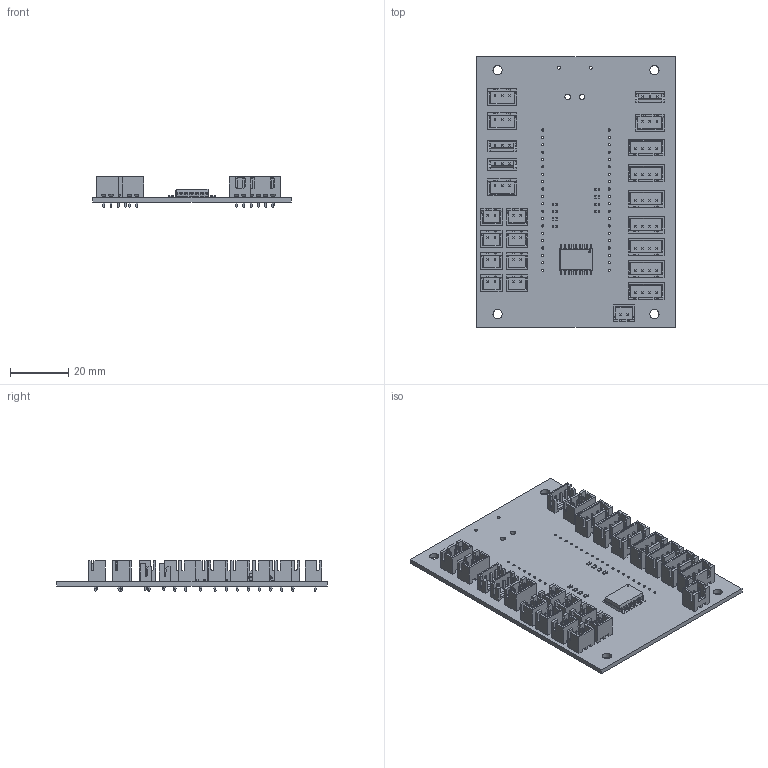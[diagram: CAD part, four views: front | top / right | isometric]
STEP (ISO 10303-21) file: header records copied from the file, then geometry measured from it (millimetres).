
FILE_DESCRIPTION(('KiCad electronic assembly'),'2;1');
FILE_NAME('opencmSensorboard.step','2024-09-12T10:31:43',('Pcbnew'),( 'Kicad'),'Open CASCADE STEP processor 7.8','KiCad to STEP converter' ,'Unknown');
FILE_SCHEMA(('AUTOMOTIVE_DESIGN { 1 0 10303 214 1 1 1 1 }'));
Length unit declared in the file: millimetre
Products named in the file (14): opencmSensorboard 1; JST_EH_B3B-EH-A_1x03_P2.50mm_Vertical; JST_B3B_EH_A; R_0603_1608Metric; JST_XH_B4B-XH-A_1x04_P2.50mm_Vertical; JST_B4B_XH_A; JST_XH_B2B-XH-A_1x02_P2.50mm_Vertical; JST_B2B_XH_A; JST_XH_B3B-XH-A_1x03_P2.50mm_Vertical; JST_B3B_XH_A; SOIC-18W_7.5x11.6mm_P1.27mm; SOIC_18W_75x116mm_P127mm; opencmSensorboard_PCB
Assembly tree (39 placements, depth 3):
  opencmSensorboard 1
    JST_EH_B3B-EH-A_1x03_P2.50mm_Vertical  x3
      JST_B3B_EH_A
    R_0603_1608Metric  x8
      R_0603_1608Metric
    JST_XH_B4B-XH-A_1x04_P2.50mm_Vertical  x7
      JST_B4B_XH_A
    JST_XH_B2B-XH-A_1x02_P2.50mm_Vertical  x9
      JST_B2B_XH_A
    JST_XH_B3B-XH-A_1x03_P2.50mm_Vertical  x4
      JST_B3B_XH_A
    SOIC-18W_7.5x11.6mm_P1.27mm
      SOIC_18W_75x116mm_P127mm
    opencmSensorboard_PCB
Bounding box: 68.5 x 93.17 x 10.4 mm (x, y, z)
Volume: 14493 mm3; surface area: 25100.4 mm2
Topology: 33 solids, 33 shells, 3203 faces, 8486 edges, 5484 vertices
Faces by surface type: plane 2829, cylinder 332, bspline 42
Full cylindrical faces by diameter (mm): 0.6 x1, 0.762 x40, 0.95 x49, 1 x20, 1.9 x2, 3.2 x4
Entity records: 34196 total; most frequent: CARTESIAN_POINT 5087, ORIENTED_EDGE 4850, DIRECTION 4613, EDGE_CURVE 2425, LINE 1977, VECTOR 1977, VERTEX_POINT 1560, AXIS2_PLACEMENT_3D 1318
